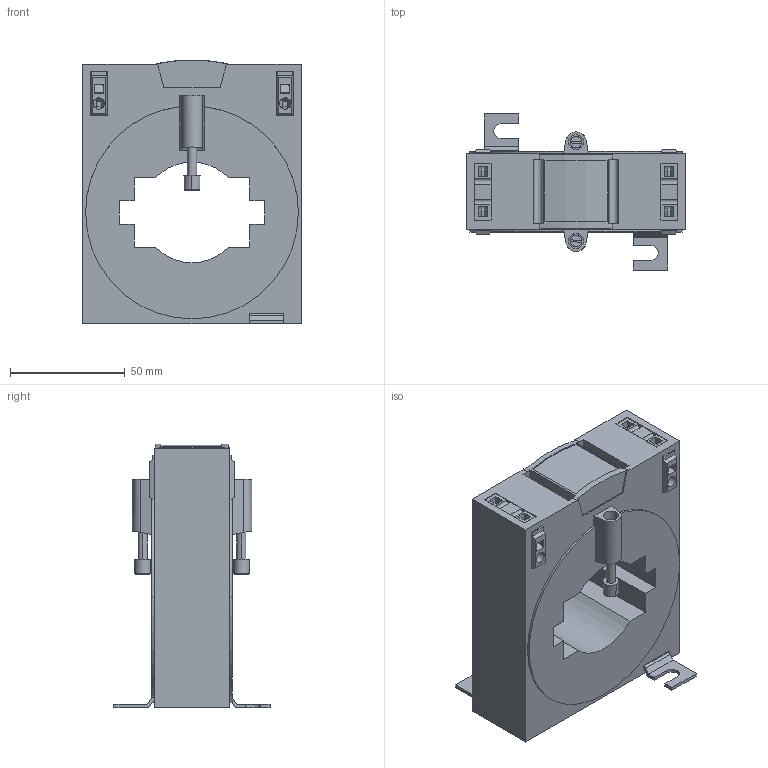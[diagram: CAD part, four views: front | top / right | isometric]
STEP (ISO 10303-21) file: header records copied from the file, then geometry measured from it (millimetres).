
FILE_DESCRIPTION(('CATIA V5 STEP Exchange','CAx-IF Rec.Pracs.--- Model Styling and Organization---1.4--- 2014-01-23'),'2;1');
FILE_NAME('S3D_CMA_61_XXX.stp','2021-08-11T14:08:53+00:00',('none'),('none'),'CATIA Version 5-6 Release 2016 SP3 HF44','CATIA V5 STEP AP214','none');
FILE_SCHEMA(('AUTOMOTIVE_DESIGN { 1 0 10303 214 1 1 1 1 }'));
Length unit declared in the file: millimetre
Products named in the file (1): S3D_CMA_61_XXX
Bounding box: 95 x 68 x 114.8 mm (x, y, z)
Volume: 302287.8 mm3; surface area: 54247.7 mm2
Topology: 9 solids, 9 shells, 335 faces, 884 edges, 588 vertices
Faces by surface type: plane 279, cylinder 48, cone 8
Entity records: 10494 total; most frequent: CARTESIAN_POINT 2255, ORIENTED_EDGE 1768, DIRECTION 1332, EDGE_CURVE 876, VECTOR 716, LINE 716, VERTEX_POINT 580, EDGE_LOOP 366
